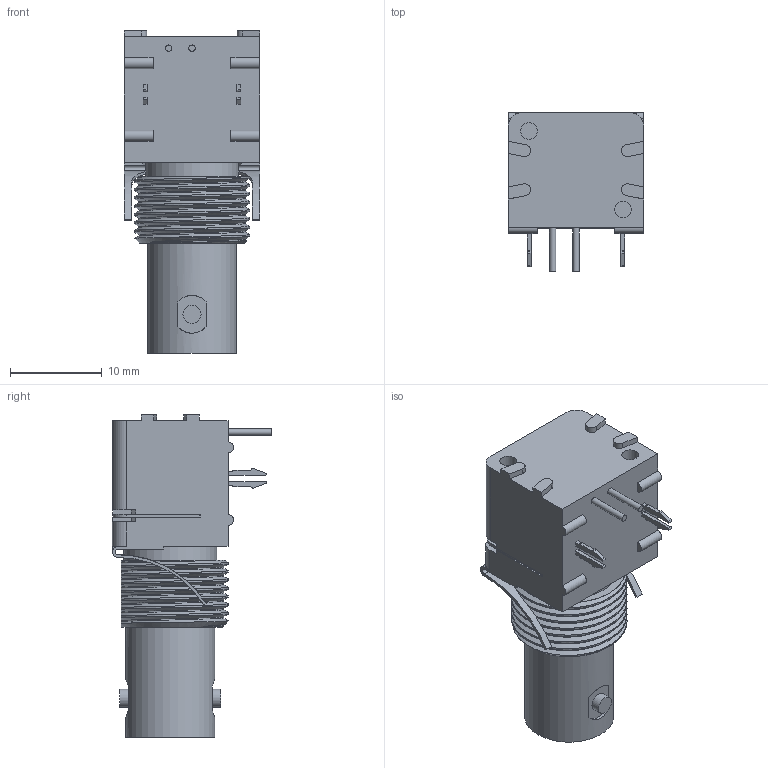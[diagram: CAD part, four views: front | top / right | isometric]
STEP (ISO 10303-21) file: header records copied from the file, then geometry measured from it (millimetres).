
FILE_DESCRIPTION( ( 'STEP AP214' ), '1' );
FILE_NAME( '731000090.stp', '2020-09-16T03:34:43', ( 'License CC BY-ND 4.0' ), ( 'CADENAS' ), ' ', 'PARTsolutions', ' ' );
FILE_SCHEMA( ( 'AUTOMOTIVE_DESIGN { 1 0 10303 214 1 1 1 1 }' ) );
Length unit declared in the file: millimetre
Products named in the file (2): 731000090; 1
Assembly tree (1 placements, depth 2):
  731000090
    1
Bounding box: 14.76 x 17.34 x 35.1 mm (x, y, z)
Surface area: 2882.6 mm2 (no closed solid volume)
Topology: 0 solids, 288 shells, 288 faces, 1654 edges, 1636 vertices
Faces by surface type: plane 172, cylinder 90, bspline 18, cone 8
Full cylindrical faces by diameter (mm): 0.7 x4, 1.42 x1, 1.82 x2, 1.981 x2, 2 x1, 2.03 x1, 4.62 x1, 7.8 x1, 9.652 x1, 10.1 x1
Entity records: 20561 total; most frequent: CARTESIAN_POINT 9105, DIRECTION 2128, VERTEX_POINT 1631, ORIENTED_EDGE 1630, EDGE_CURVE 1630, LINE 932, VECTOR 932, AXIS2_PLACEMENT_3D 598
